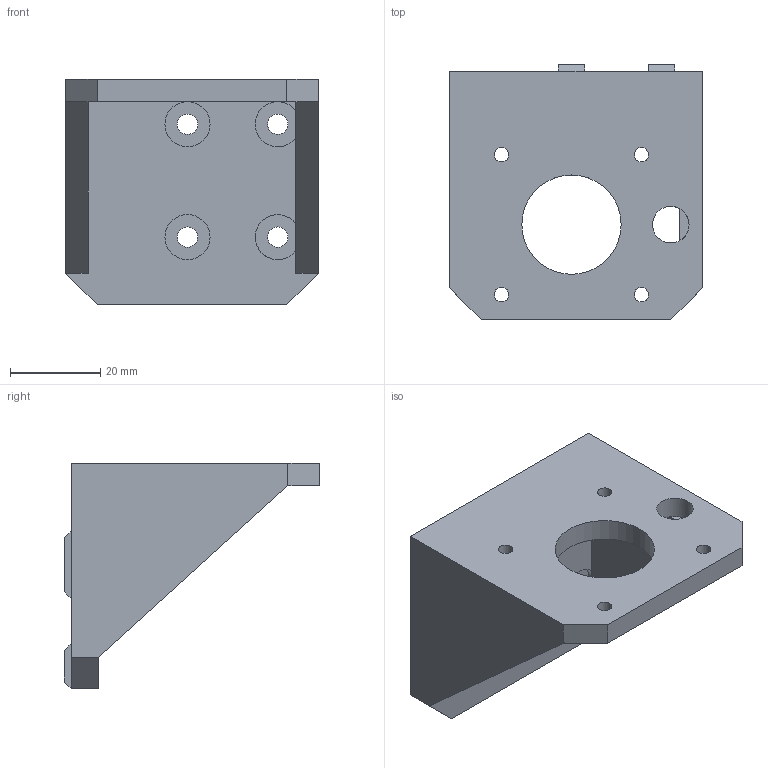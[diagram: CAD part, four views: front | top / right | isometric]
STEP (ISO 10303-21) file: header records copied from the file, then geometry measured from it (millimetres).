
FILE_DESCRIPTION(/* description */ ('STEP AP242','CAx-IF Rec.Pracs.---Representation and Presentation of Product Manufacturing Information (PMI)---4.0---2014-10-13','CAx-IF Rec.Pracs.---3D Tessellated Geometry---0.4---2014-09-14','2;1'),/* implementation_level */ '2;1');
FILE_NAME(/* name */ '6895d6fc210217407d8258fc',/* time_stamp */ '2025-08-08T10:52:45Z',/* author */ (''),/* organization */ (''),/* preprocessor_version */ 'ST-DEVELOPER v20',/* originating_system */ 'ONSHAPE BY PTC INC, 1.202',/* authorisation */ ' ');
FILE_SCHEMA (('AP242_MANAGED_MODEL_BASED_3D_ENGINEERING_MIM_LF { 1 0 10303 442 1 1 4 }'));
Length unit declared in the file: metre
Products named in the file (1): Z Motor Mount L
Bounding box: 56 x 56.5 x 50 mm (x, y, z)
Volume: 35141.7 mm3; surface area: 15816.4 mm2
Topology: 1 solids, 1 shells, 58 faces, 151 edges, 97 vertices
Faces by surface type: plane 44, cylinder 14
Full cylindrical faces by diameter (mm): 3.2 x4, 4.5 x4, 8.1 x1, 10 x4, 22 x1
Entity records: 1679 total; most frequent: DIRECTION 279, CARTESIAN_POINT 277, ORIENTED_EDGE 258, EDGE_CURVE 129, LINE 97, VECTOR 97, EDGE_LOOP 94, FACE_BOUND 94
